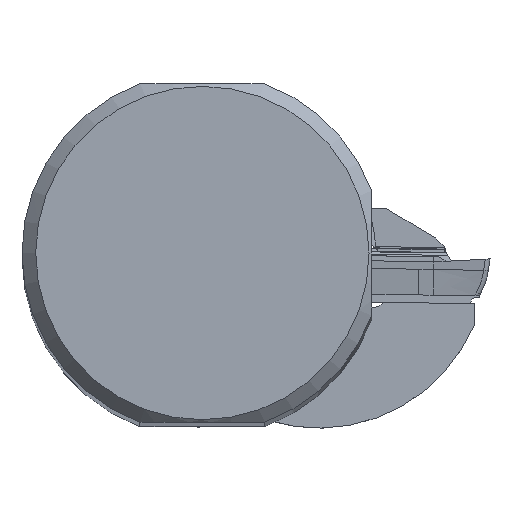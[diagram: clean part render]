
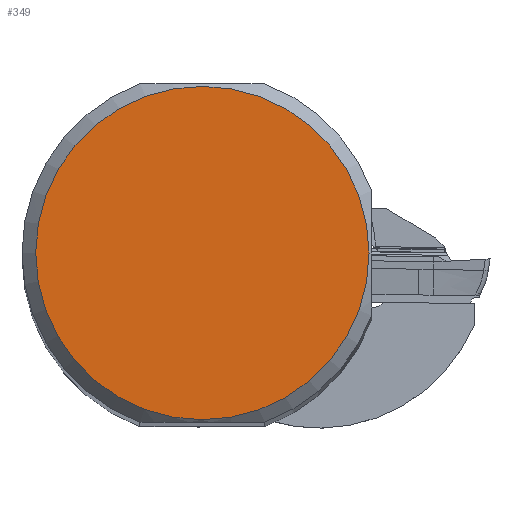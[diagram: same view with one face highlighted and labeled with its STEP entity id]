
A CAD part, top view. The second image highlights one B-rep face of the part: STEP entity #349.
In plain terms, the highlighted planar face has unit normal (0, 0, 1).
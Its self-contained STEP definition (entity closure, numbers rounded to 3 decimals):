
#167=PLANE('',#2264);
#349=ADVANCED_FACE('',(#500),#167,.F.);
#500=FACE_OUTER_BOUND('',#617,.T.);
#617=EDGE_LOOP('',(#1242));
#673=CIRCLE('',#2263,14.775);
#1242=ORIENTED_EDGE('',*,*,#1750,.T.);
#1456=VERTEX_POINT('',#4022);
#1750=EDGE_CURVE('',#1456,#1456,#673,.T.);
#2263=AXIS2_PLACEMENT_3D('',#4021,#2742,#2743);
#2264=AXIS2_PLACEMENT_3D('',#4023,#2744,#2745);
#2742=DIRECTION('',(0.,0.,1.));
#2743=DIRECTION('',(1.,0.,0.));
#2744=DIRECTION('',(0.,0.,-1.));
#2745=DIRECTION('',(-1.,0.,0.));
#4021=CARTESIAN_POINT('',(0.,0.,213.465));
#4022=CARTESIAN_POINT('',(14.775,0.,213.465));
#4023=CARTESIAN_POINT('',(14.775,0.,213.465));
